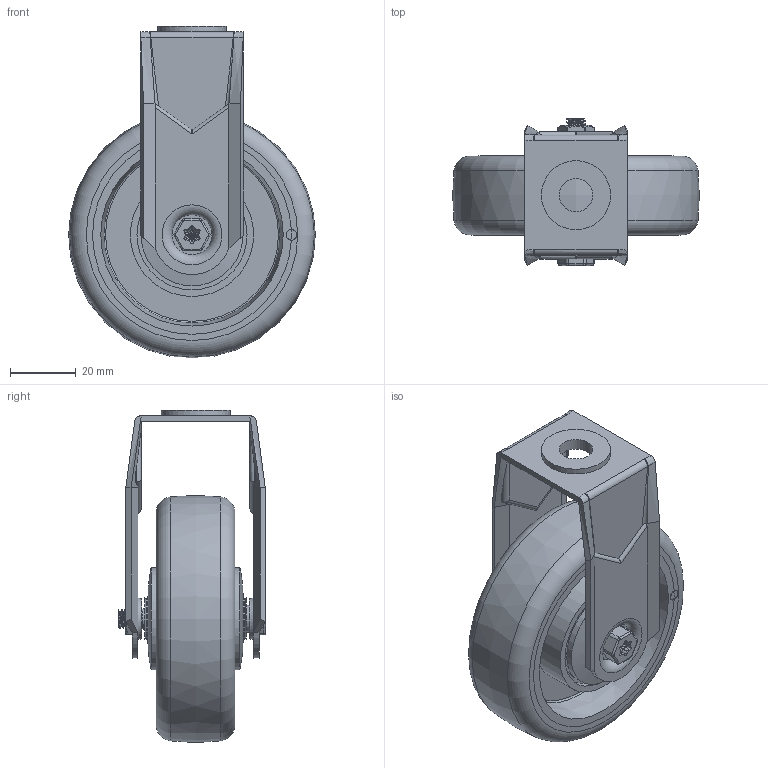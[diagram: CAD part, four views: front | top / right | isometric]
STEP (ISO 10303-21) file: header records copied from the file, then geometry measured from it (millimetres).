
FILE_DESCRIPTION(/* description */ ('','CAx-IF Rec.Pracs.---Representation and Presentation of Product Manufacturing Information (PMI)---4.0---2014-10-13'),/* implementation_level */ '2;1');
FILE_NAME(/* name */ 'BZRAF75GRECBJBH10.step',/* time_stamp */ '2025-03-10T08:42:38Z',/* author */ (''),/* organization */ (''),/* preprocessor_version */ 'ST-DEVELOPER v20',/* originating_system */ 'Autodesk Translation Framework v13.20.0.188',/* authorisation */ '');
FILE_SCHEMA (('AP242_MANAGED_MODEL_BASED_3D_ENGINEERING_MIM_LF { 1 0 10303 442 1 1 4 }'));
Length unit declared in the file: millimetre
Products named in the file (19): BZRAF75GRECBJBH10; SSL75WGRECBJM6 v1; ELECTRICALLY CONDUCTIVE RUBBER TYRE; ELECTRICALLY CONDUCTIVE RUBBER TYRE Geometry; EC SPOT; POLYPROPYLENE RIM; BEARING S608; Component1; Pattern; Component2; Component3; CAP; BZRAF75ASBH10 - 30 v1; BZRAF75ASBH10 v1 (1); ZINC PLATED PRESSED STEEL FORKS (1); BOLTBZRA6MM v2; ZINC PLATED AXLE BOLT; NM6GR8HALFGR8 v1; ZINC PLATED LOCKING NUT
Assembly tree (24 placements, depth 5):
  BZRAF75GRECBJBH10
    SSL75WGRECBJM6 v1
      ELECTRICALLY CONDUCTIVE RUBBER TYRE
        ELECTRICALLY CONDUCTIVE RUBBER TYRE Geometry
        EC SPOT
      POLYPROPYLENE RIM
      BEARING S608
        Component1
        Pattern
          Component2  x6
        Component3
      CAP  x2
    BZRAF75ASBH10 - 30 v1
      BZRAF75ASBH10 v1 (1)
        ZINC PLATED PRESSED STEEL FORKS (1)
    BOLTBZRA6MM v2
      ZINC PLATED AXLE BOLT
    NM6GR8HALFGR8 v1
      ZINC PLATED LOCKING NUT
Bounding box: 75 x 44.75 x 100.96 mm (x, y, z)
Volume: 80978.2 mm3; surface area: 51411.5 mm2
Topology: 18 solids, 18 shells, 374 faces, 864 edges, 540 vertices
Faces by surface type: cylinder 138, plane 110, bspline 69, torus 33, cone 18, sphere 6
Full cylindrical faces by diameter (mm): 3.202 x1, 4.744 x2, 5.884 x4, 6 x4, 6.2 x1, 8 x4, 8.2 x1, 10 x1, 10.198 x1, 11 x4, 11.5 x2, 12 x4, 12.5 x2, 18 x2, 18.5 x2, 19 x4, 20 x3, 21 x1, 22 x2, 28 x4, 31 x4, 33.5 x2, 37.5 x2, 60.5 x2
Entity records: 26716 total; most frequent: CARTESIAN_POINT 18320, DIRECTION 1678, ORIENTED_EDGE 1628, EDGE_CURVE 814, AXIS2_PLACEMENT_3D 705, VERTEX_POINT 512, EDGE_LOOP 408, FACE_OUTER_BOUND 356
